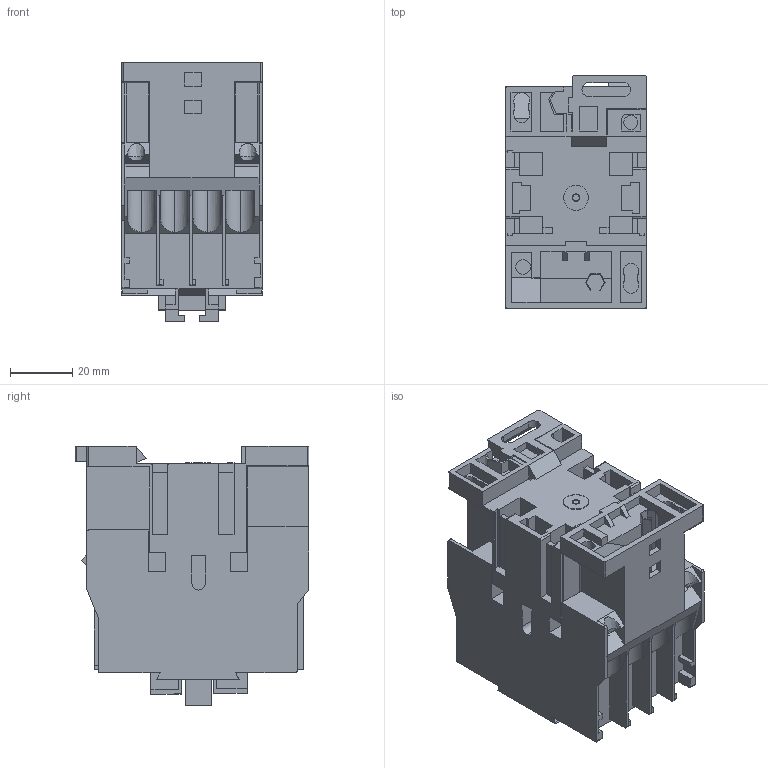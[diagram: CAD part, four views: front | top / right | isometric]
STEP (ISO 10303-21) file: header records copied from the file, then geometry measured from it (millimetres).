
FILE_DESCRIPTION (( 'STEP AP214' ), '1' );
FILE_NAME ('BLC1D0910-LE7.STEP', '2022-09-21T05:44:32', ( '' ), ( '' ), 'SwSTEP 2.0', 'SolidWorks 2021', '' );
FILE_SCHEMA (( 'AUTOMOTIVE_DESIGN' ));
Length unit declared in the file: millimetre
Products named in the file (1): BLC1D0910-LE7
Bounding box: 45 x 74.95 x 83.2 mm (x, y, z)
Volume: 172170.6 mm3; surface area: 43207.2 mm2
Topology: 7 solids, 7 shells, 781 faces, 2124 edges, 1393 vertices
Faces by surface type: plane 671, cylinder 98, bspline 6, torus 4, sphere 2
Entity records: 24412 total; most frequent: CARTESIAN_POINT 4509, ORIENTED_EDGE 4244, DIRECTION 3832, EDGE_CURVE 2122, LINE 1888, VECTOR 1888, VERTEX_POINT 1393, AXIS2_PLACEMENT_3D 972
